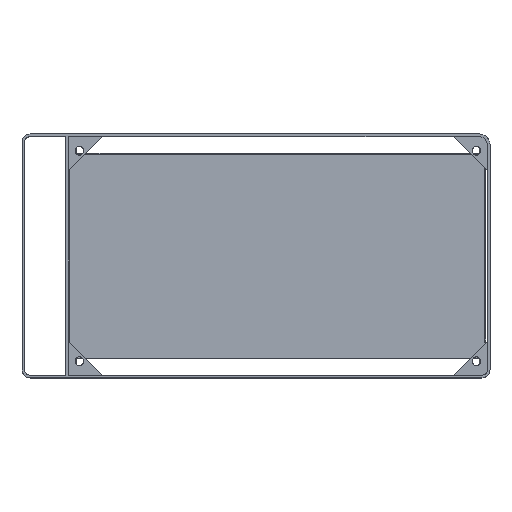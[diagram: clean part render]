
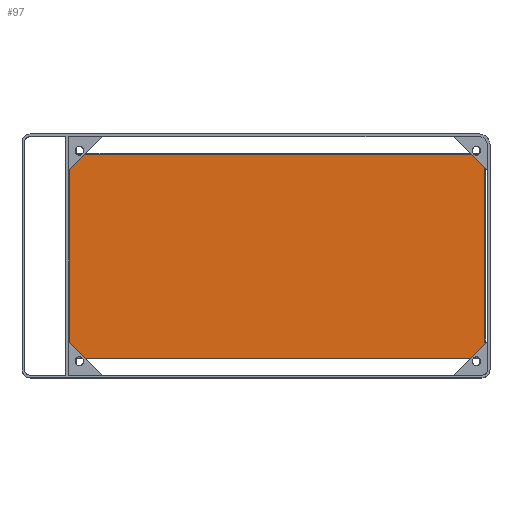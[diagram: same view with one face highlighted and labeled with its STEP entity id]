
A CAD part, top view. The second image highlights one B-rep face of the part: STEP entity #97.
In plain terms, the highlighted free-form (B-spline) face has degree [1, 1] with [2, 2] control points.
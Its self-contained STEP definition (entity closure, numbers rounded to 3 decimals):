
#97=ADVANCED_FACE('',(#183),#2909,.T.);
#183=FACE_OUTER_BOUND('',#281,.T.);
#281=EDGE_LOOP('',(#604,#605,#606,#607));
#604=ORIENTED_EDGE('',*,*,#2095,.T.);
#605=ORIENTED_EDGE('',*,*,#2076,.F.);
#606=ORIENTED_EDGE('',*,*,#2093,.F.);
#607=ORIENTED_EDGE('',*,*,#2096,.T.);
#1124=PCURVE('',#2901,#1552);
#1152=PCURVE('',#2908,#1580);
#1156=PCURVE('',#2909,#1584);
#1157=PCURVE('',#2909,#1585);
#1158=PCURVE('',#2909,#1586);
#1159=PCURVE('',#2909,#1587);
#1163=PCURVE('',#2910,#1591);
#1167=PCURVE('',#2911,#1595);
#1552=DEFINITIONAL_REPRESENTATION('',(#2485),#6017);
#1580=DEFINITIONAL_REPRESENTATION('',(#2530),#6017);
#1584=DEFINITIONAL_REPRESENTATION('',(#2536),#6017);
#1585=DEFINITIONAL_REPRESENTATION('',(#2537),#6017);
#1586=DEFINITIONAL_REPRESENTATION('',(#2538),#6017);
#1587=DEFINITIONAL_REPRESENTATION('',(#2540),#6017);
#1591=DEFINITIONAL_REPRESENTATION('',(#2545),#6017);
#1595=DEFINITIONAL_REPRESENTATION('',(#2551),#6017);
#1854=SURFACE_CURVE('',#2484,(#1124,#1157),.PCURVE_S1.);
#1871=SURFACE_CURVE('',#2529,(#1152,#1158),.PCURVE_S1.);
#1873=SURFACE_CURVE('',#2535,(#1156,#1163),.PCURVE_S1.);
#1874=SURFACE_CURVE('',#2539,(#1159,#1167),.PCURVE_S1.);
#2076=EDGE_CURVE('',#2782,#2781,#1854,.T.);
#2093=EDGE_CURVE('',#2792,#2782,#1871,.T.);
#2095=EDGE_CURVE('',#2793,#2781,#1873,.T.);
#2096=EDGE_CURVE('',#2792,#2793,#1874,.T.);
#2484=B_SPLINE_CURVE_WITH_KNOTS('',1,(#4471,#4472),.UNSPECIFIED.,.F.,.F.,
(2,2),(0.,377.),.UNSPECIFIED.);
#2485=B_SPLINE_CURVE_WITH_KNOTS('',1,(#4473,#4474),.UNSPECIFIED.,.F.,.F.,
(2,2),(0.,377.),.UNSPECIFIED.);
#2529=B_SPLINE_CURVE_WITH_KNOTS('',1,(#4561,#4562),.UNSPECIFIED.,.F.,.F.,
(2,2),(-767.5,0.),.UNSPECIFIED.);
#2530=B_SPLINE_CURVE_WITH_KNOTS('',1,(#4563,#4564),.UNSPECIFIED.,.F.,.F.,
(2,2),(-767.5,0.),.UNSPECIFIED.);
#2535=B_SPLINE_CURVE_WITH_KNOTS('',1,(#4573,#4574),.UNSPECIFIED.,.F.,.F.,
(2,2),(0.,767.5),.UNSPECIFIED.);
#2536=B_SPLINE_CURVE_WITH_KNOTS('',1,(#4575,#4576),.UNSPECIFIED.,.F.,.F.,
(2,2),(0.,767.5),.UNSPECIFIED.);
#2537=B_SPLINE_CURVE_WITH_KNOTS('',1,(#4577,#4578),.UNSPECIFIED.,.F.,.F.,
(2,2),(0.,377.),.UNSPECIFIED.);
#2538=B_SPLINE_CURVE_WITH_KNOTS('',1,(#4579,#4580),.UNSPECIFIED.,.F.,.F.,
(2,2),(-767.5,0.),.UNSPECIFIED.);
#2539=B_SPLINE_CURVE_WITH_KNOTS('',1,(#4581,#4582),.UNSPECIFIED.,.F.,.F.,
(2,2),(0.,377.),.UNSPECIFIED.);
#2540=B_SPLINE_CURVE_WITH_KNOTS('',1,(#4583,#4584),.UNSPECIFIED.,.F.,.F.,
(2,2),(0.,377.),.UNSPECIFIED.);
#2545=B_SPLINE_CURVE_WITH_KNOTS('',1,(#4593,#4594),.UNSPECIFIED.,.F.,.F.,
(2,2),(0.,767.5),.UNSPECIFIED.);
#2551=B_SPLINE_CURVE_WITH_KNOTS('',1,(#4605,#4606),.UNSPECIFIED.,.F.,.F.,
(2,2),(0.,377.),.UNSPECIFIED.);
#2781=VERTEX_POINT('',#4428);
#2782=VERTEX_POINT('',#4429);
#2792=VERTEX_POINT('',#4439);
#2793=VERTEX_POINT('',#4440);
#2901=B_SPLINE_SURFACE_WITH_KNOTS('',1,1,((#4355,#4356),(#4357,#4358)),
 .UNSPECIFIED.,.F.,.F.,.F.,(2,2),(2,2),(-0.297,2.418),
(38.09,492.41),.UNSPECIFIED.);
#2908=B_SPLINE_SURFACE_WITH_KNOTS('',1,1,((#4383,#4384),(#4385,#4386)),
 .UNSPECIFIED.,.F.,.F.,.F.,(2,2),(2,2),(76.99,1001.71),(-0.297,
2.418),.UNSPECIFIED.);
#2909=B_SPLINE_SURFACE_WITH_KNOTS('',1,1,((#4387,#4388),(#4389,#4390)),
 .UNSPECIFIED.,.F.,.F.,.F.,(2,2),(2,2),(-360.56,560.56),(3.74,456.26),
 .UNSPECIFIED.);
#2910=B_SPLINE_SURFACE_WITH_KNOTS('',1,1,((#4391,#4392),(#4393,#4394)),
 .UNSPECIFIED.,.F.,.F.,.F.,(2,2),(2,2),(77.965,999.985),(-0.297,
2.418),.UNSPECIFIED.);
#2911=B_SPLINE_SURFACE_WITH_KNOTS('',1,1,((#4395,#4396),(#4397,#4398)),
 .UNSPECIFIED.,.F.,.F.,.F.,(2,2),(2,2),(37.715,492.935),(-0.297,
2.418),.UNSPECIFIED.);
#4355=CARTESIAN_POINT('',(424.685,224.869,-197.9));
#4356=CARTESIAN_POINT('',(424.685,-229.451,-197.9));
#4357=CARTESIAN_POINT('',(422.765,224.869,-195.98));
#4358=CARTESIAN_POINT('',(422.765,-229.451,-195.98));
#4383=CARTESIAN_POINT('',(501.585,187.169,-197.9));
#4384=CARTESIAN_POINT('',(501.585,185.249,-195.98));
#4385=CARTESIAN_POINT('',(-423.135,187.169,-197.9));
#4386=CARTESIAN_POINT('',(-423.135,185.249,-195.98));
#4387=CARTESIAN_POINT('',(499.785,223.219,-196.19));
#4388=CARTESIAN_POINT('',(499.785,-229.301,-196.19));
#4389=CARTESIAN_POINT('',(-421.335,223.219,-196.19));
#4390=CARTESIAN_POINT('',(-421.335,-229.301,-196.19));
#4391=CARTESIAN_POINT('',(-422.16,-193.251,-197.9));
#4392=CARTESIAN_POINT('',(-422.16,-191.331,-195.98));
#4393=CARTESIAN_POINT('',(499.86,-193.251,-197.9));
#4394=CARTESIAN_POINT('',(499.86,-191.331,-195.98));
#4395=CARTESIAN_POINT('',(-346.235,224.944,-197.9));
#4396=CARTESIAN_POINT('',(-344.315,224.944,-195.98));
#4397=CARTESIAN_POINT('',(-346.235,-230.276,-197.9));
#4398=CARTESIAN_POINT('',(-344.315,-230.276,-195.98));
#4428=CARTESIAN_POINT('',(422.975,-191.541,-196.19));
#4429=CARTESIAN_POINT('',(422.975,185.459,-196.19));
#4439=CARTESIAN_POINT('',(-344.525,185.459,-196.19));
#4440=CARTESIAN_POINT('',(-344.525,-191.541,-196.19));
#4471=CARTESIAN_POINT('',(422.975,185.459,-196.19));
#4472=CARTESIAN_POINT('',(422.975,-191.541,-196.19));
#4473=CARTESIAN_POINT('',(2.121,77.5));
#4474=CARTESIAN_POINT('',(2.121,454.5));
#4561=CARTESIAN_POINT('',(-344.525,185.459,-196.19));
#4562=CARTESIAN_POINT('',(422.975,185.459,-196.19));
#4563=CARTESIAN_POINT('',(923.1,2.121));
#4564=CARTESIAN_POINT('',(155.6,2.121));
#4573=CARTESIAN_POINT('',(-344.525,-191.541,-196.19));
#4574=CARTESIAN_POINT('',(422.975,-191.541,-196.19));
#4575=CARTESIAN_POINT('',(483.75,418.5));
#4576=CARTESIAN_POINT('',(-283.75,418.5));
#4577=CARTESIAN_POINT('',(-283.75,41.5));
#4578=CARTESIAN_POINT('',(-283.75,418.5));
#4579=CARTESIAN_POINT('',(483.75,41.5));
#4580=CARTESIAN_POINT('',(-283.75,41.5));
#4581=CARTESIAN_POINT('',(-344.525,185.459,-196.19));
#4582=CARTESIAN_POINT('',(-344.525,-191.541,-196.19));
#4583=CARTESIAN_POINT('',(483.75,41.5));
#4584=CARTESIAN_POINT('',(483.75,418.5));
#4593=CARTESIAN_POINT('',(155.6,2.121));
#4594=CARTESIAN_POINT('',(923.1,2.121));
#4605=CARTESIAN_POINT('',(77.2,2.121));
#4606=CARTESIAN_POINT('',(454.2,2.121));
#6017=(
GEOMETRIC_REPRESENTATION_CONTEXT(2)
PARAMETRIC_REPRESENTATION_CONTEXT()
REPRESENTATION_CONTEXT('pspace','')
);
